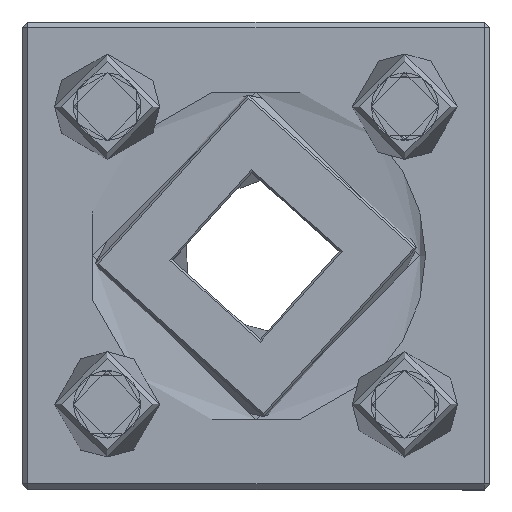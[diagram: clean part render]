
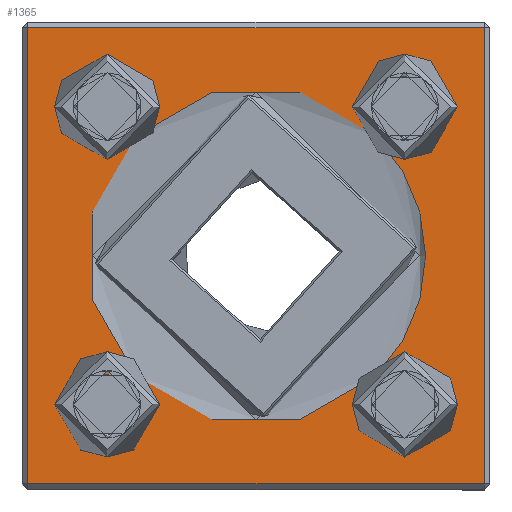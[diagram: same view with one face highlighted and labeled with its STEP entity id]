
A CAD part, top view. The second image highlights one B-rep face of the part: STEP entity #1365.
In plain terms, the highlighted face is planar.
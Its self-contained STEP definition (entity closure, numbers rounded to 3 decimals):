
#1365 = ADVANCED_FACE('',(#1366,#1400,#1420,#1440,#1460,#1480),#1519,.T.
  );
#1366 = FACE_BOUND('',#1367,.T.);
#1367 = EDGE_LOOP('',(#1368,#1378,#1386,#1394));
#1368 = ORIENTED_EDGE('',*,*,#1369,.T.);
#1369 = EDGE_CURVE('',#1370,#1372,#1374,.T.);
#1370 = VERTEX_POINT('',#1371);
#1371 = CARTESIAN_POINT('',(39.,-39.,0.));
#1372 = VERTEX_POINT('',#1373);
#1373 = CARTESIAN_POINT('',(-39.,-39.,0.));
#1374 = LINE('',#1375,#1376);
#1375 = CARTESIAN_POINT('',(0.,-39.,0.));
#1376 = VECTOR('',#1377,1.);
#1377 = DIRECTION('',(-1.,0.,0.));
#1378 = ORIENTED_EDGE('',*,*,#1379,.T.);
#1379 = EDGE_CURVE('',#1372,#1380,#1382,.T.);
#1380 = VERTEX_POINT('',#1381);
#1381 = CARTESIAN_POINT('',(-39.,39.,0.));
#1382 = LINE('',#1383,#1384);
#1383 = CARTESIAN_POINT('',(-39.,0.,0.));
#1384 = VECTOR('',#1385,1.);
#1385 = DIRECTION('',(0.,1.,0.));
#1386 = ORIENTED_EDGE('',*,*,#1387,.T.);
#1387 = EDGE_CURVE('',#1380,#1388,#1390,.T.);
#1388 = VERTEX_POINT('',#1389);
#1389 = CARTESIAN_POINT('',(39.,39.,0.));
#1390 = LINE('',#1391,#1392);
#1391 = CARTESIAN_POINT('',(0.,39.,0.));
#1392 = VECTOR('',#1393,1.);
#1393 = DIRECTION('',(1.,0.,0.));
#1394 = ORIENTED_EDGE('',*,*,#1395,.T.);
#1395 = EDGE_CURVE('',#1388,#1370,#1396,.T.);
#1396 = LINE('',#1397,#1398);
#1397 = CARTESIAN_POINT('',(39.,0.,0.));
#1398 = VECTOR('',#1399,1.);
#1399 = DIRECTION('',(0.,-1.,0.));
#1400 = FACE_BOUND('',#1401,.T.);
#1401 = EDGE_LOOP('',(#1402,#1413));
#1402 = ORIENTED_EDGE('',*,*,#1403,.T.);
#1403 = EDGE_CURVE('',#1404,#1406,#1408,.T.);
#1404 = VERTEX_POINT('',#1405);
#1405 = CARTESIAN_POINT('',(-20.506,-20.506,0.));
#1406 = VERTEX_POINT('',#1407);
#1407 = CARTESIAN_POINT('',(-32.456,-25.456,
    0.));
#1408 = CIRCLE('',#1409,7.);
#1409 = AXIS2_PLACEMENT_3D('',#1410,#1411,#1412);
#1410 = CARTESIAN_POINT('',(-25.456,-25.456,0.));
#1411 = DIRECTION('',(0.,0.,1.));
#1412 = DIRECTION('',(-1.,0.,0.));
#1413 = ORIENTED_EDGE('',*,*,#1414,.T.);
#1414 = EDGE_CURVE('',#1406,#1404,#1415,.T.);
#1415 = CIRCLE('',#1416,7.);
#1416 = AXIS2_PLACEMENT_3D('',#1417,#1418,#1419);
#1417 = CARTESIAN_POINT('',(-25.456,-25.456,0.));
#1418 = DIRECTION('',(0.,0.,1.));
#1419 = DIRECTION('',(-1.,0.,0.));
#1420 = FACE_BOUND('',#1421,.T.);
#1421 = EDGE_LOOP('',(#1422,#1433));
#1422 = ORIENTED_EDGE('',*,*,#1423,.T.);
#1423 = EDGE_CURVE('',#1424,#1426,#1428,.T.);
#1424 = VERTEX_POINT('',#1425);
#1425 = CARTESIAN_POINT('',(20.506,-20.506,0.));
#1426 = VERTEX_POINT('',#1427);
#1427 = CARTESIAN_POINT('',(18.456,-25.456,
    0.));
#1428 = CIRCLE('',#1429,7.);
#1429 = AXIS2_PLACEMENT_3D('',#1430,#1431,#1432);
#1430 = CARTESIAN_POINT('',(25.456,-25.456,0.));
#1431 = DIRECTION('',(0.,0.,1.));
#1432 = DIRECTION('',(-1.,0.,0.));
#1433 = ORIENTED_EDGE('',*,*,#1434,.T.);
#1434 = EDGE_CURVE('',#1426,#1424,#1435,.T.);
#1435 = CIRCLE('',#1436,7.);
#1436 = AXIS2_PLACEMENT_3D('',#1437,#1438,#1439);
#1437 = CARTESIAN_POINT('',(25.456,-25.456,0.));
#1438 = DIRECTION('',(0.,0.,1.));
#1439 = DIRECTION('',(-1.,0.,0.));
#1440 = FACE_BOUND('',#1441,.T.);
#1441 = EDGE_LOOP('',(#1442,#1453));
#1442 = ORIENTED_EDGE('',*,*,#1443,.T.);
#1443 = EDGE_CURVE('',#1444,#1446,#1448,.T.);
#1444 = VERTEX_POINT('',#1445);
#1445 = CARTESIAN_POINT('',(20.506,20.506,0.));
#1446 = VERTEX_POINT('',#1447);
#1447 = CARTESIAN_POINT('',(18.456,25.456,
    0.));
#1448 = CIRCLE('',#1449,7.);
#1449 = AXIS2_PLACEMENT_3D('',#1450,#1451,#1452);
#1450 = CARTESIAN_POINT('',(25.456,25.456,0.));
#1451 = DIRECTION('',(0.,0.,1.));
#1452 = DIRECTION('',(-1.,0.,0.));
#1453 = ORIENTED_EDGE('',*,*,#1454,.T.);
#1454 = EDGE_CURVE('',#1446,#1444,#1455,.T.);
#1455 = CIRCLE('',#1456,7.);
#1456 = AXIS2_PLACEMENT_3D('',#1457,#1458,#1459);
#1457 = CARTESIAN_POINT('',(25.456,25.456,0.));
#1458 = DIRECTION('',(0.,0.,1.));
#1459 = DIRECTION('',(-1.,0.,0.));
#1460 = FACE_BOUND('',#1461,.T.);
#1461 = EDGE_LOOP('',(#1462,#1473));
#1462 = ORIENTED_EDGE('',*,*,#1463,.T.);
#1463 = EDGE_CURVE('',#1464,#1466,#1468,.T.);
#1464 = VERTEX_POINT('',#1465);
#1465 = CARTESIAN_POINT('',(-20.506,20.506,0.));
#1466 = VERTEX_POINT('',#1467);
#1467 = CARTESIAN_POINT('',(-32.456,25.456,
    0.));
#1468 = CIRCLE('',#1469,7.);
#1469 = AXIS2_PLACEMENT_3D('',#1470,#1471,#1472);
#1470 = CARTESIAN_POINT('',(-25.456,25.456,0.));
#1471 = DIRECTION('',(0.,0.,1.));
#1472 = DIRECTION('',(-1.,0.,0.));
#1473 = ORIENTED_EDGE('',*,*,#1474,.T.);
#1474 = EDGE_CURVE('',#1466,#1464,#1475,.T.);
#1475 = CIRCLE('',#1476,7.);
#1476 = AXIS2_PLACEMENT_3D('',#1477,#1478,#1479);
#1477 = CARTESIAN_POINT('',(-25.456,25.456,0.));
#1478 = DIRECTION('',(0.,0.,1.));
#1479 = DIRECTION('',(-1.,0.,0.));
#1480 = FACE_BOUND('',#1481,.T.);
#1481 = EDGE_LOOP('',(#1482,#1491,#1498,#1505,#1512));
#1482 = ORIENTED_EDGE('',*,*,#1483,.T.);
#1483 = EDGE_CURVE('',#1464,#1484,#1486,.T.);
#1484 = VERTEX_POINT('',#1485);
#1485 = CARTESIAN_POINT('',(-29.,0.,
    0.));
#1486 = CIRCLE('',#1487,29.);
#1487 = AXIS2_PLACEMENT_3D('',#1488,#1489,#1490);
#1488 = CARTESIAN_POINT('',(0.,0.,0.));
#1489 = DIRECTION('',(0.,0.,1.));
#1490 = DIRECTION('',(-1.,0.,0.));
#1491 = ORIENTED_EDGE('',*,*,#1492,.T.);
#1492 = EDGE_CURVE('',#1484,#1404,#1493,.T.);
#1493 = CIRCLE('',#1494,29.);
#1494 = AXIS2_PLACEMENT_3D('',#1495,#1496,#1497);
#1495 = CARTESIAN_POINT('',(0.,0.,0.));
#1496 = DIRECTION('',(0.,0.,1.));
#1497 = DIRECTION('',(-1.,0.,0.));
#1498 = ORIENTED_EDGE('',*,*,#1499,.T.);
#1499 = EDGE_CURVE('',#1404,#1424,#1500,.T.);
#1500 = CIRCLE('',#1501,29.);
#1501 = AXIS2_PLACEMENT_3D('',#1502,#1503,#1504);
#1502 = CARTESIAN_POINT('',(0.,0.,0.));
#1503 = DIRECTION('',(0.,0.,1.));
#1504 = DIRECTION('',(-1.,0.,0.));
#1505 = ORIENTED_EDGE('',*,*,#1506,.T.);
#1506 = EDGE_CURVE('',#1424,#1444,#1507,.T.);
#1507 = CIRCLE('',#1508,29.);
#1508 = AXIS2_PLACEMENT_3D('',#1509,#1510,#1511);
#1509 = CARTESIAN_POINT('',(0.,0.,0.));
#1510 = DIRECTION('',(0.,0.,1.));
#1511 = DIRECTION('',(-1.,0.,0.));
#1512 = ORIENTED_EDGE('',*,*,#1513,.T.);
#1513 = EDGE_CURVE('',#1444,#1464,#1514,.T.);
#1514 = CIRCLE('',#1515,29.);
#1515 = AXIS2_PLACEMENT_3D('',#1516,#1517,#1518);
#1516 = CARTESIAN_POINT('',(0.,0.,0.));
#1517 = DIRECTION('',(0.,0.,1.));
#1518 = DIRECTION('',(-1.,0.,0.));
#1519 = PLANE('',#1520);
#1520 = AXIS2_PLACEMENT_3D('',#1521,#1522,#1523);
#1521 = CARTESIAN_POINT('',(0.,0.,0.));
#1522 = DIRECTION('',(0.,0.,-1.));
#1523 = DIRECTION('',(-1.,0.,0.));
